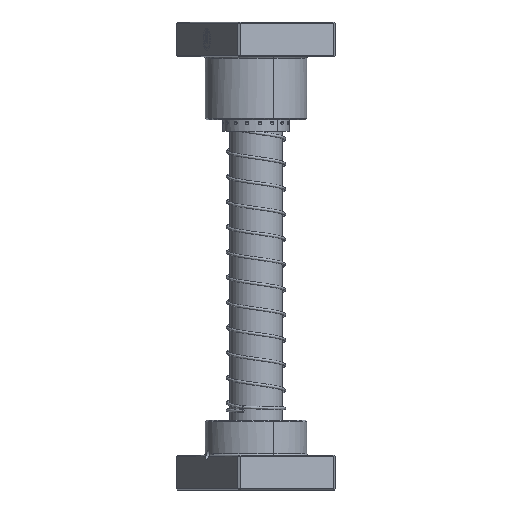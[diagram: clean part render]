
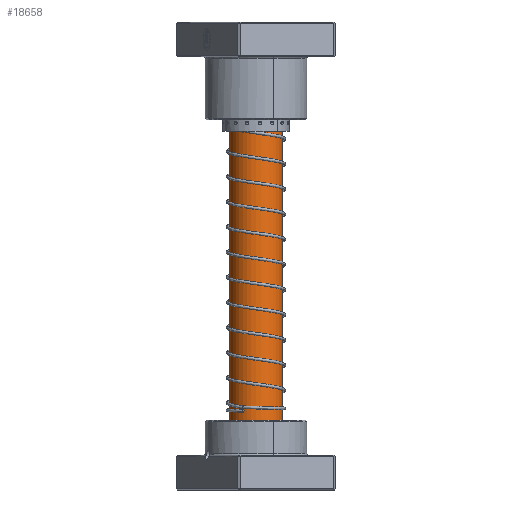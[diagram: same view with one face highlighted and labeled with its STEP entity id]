
A CAD part, front view. The second image highlights one B-rep face of the part: STEP entity #18658.
In plain terms, the highlighted cylindrical face has radius 19 mm (diameter 38 mm), a partial arc.
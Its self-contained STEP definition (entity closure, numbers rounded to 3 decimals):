
#550 = ORIENTED_EDGE ( 'NONE', *, *, #20188, .T. ) ;
#624 = CARTESIAN_POINT ( 'NONE',  ( -19., 0., 29. ) ) ;
#4138 = CARTESIAN_POINT ( 'NONE',  ( -19., 0., 300. ) ) ;
#5477 = VERTEX_POINT ( 'NONE', #11155 ) ;
#5837 = EDGE_CURVE ( 'NONE', #5477, #34499, #29424, .T. ) ;
#7361 = ORIENTED_EDGE ( 'NONE', *, *, #18628, .T. ) ;
#9945 = ORIENTED_EDGE ( 'NONE', *, *, #5837, .F. ) ;
#10497 = VECTOR ( 'NONE', #26794, 1000. ) ;
#11155 = CARTESIAN_POINT ( 'NONE',  ( 19., 0., 297. ) ) ;
#11687 = LINE ( 'NONE', #4138, #10497 ) ;
#11884 = CIRCLE ( 'NONE', #30033, 19. ) ;
#13408 = CARTESIAN_POINT ( 'NONE',  ( 19., 0., 300. ) ) ;
#17215 = DIRECTION ( 'NONE',  ( 0., 0., -1. ) ) ;
#17657 = CARTESIAN_POINT ( 'NONE',  ( 0., 0., 29. ) ) ;
#17947 = ORIENTED_EDGE ( 'NONE', *, *, #25433, .F. ) ;
#18628 = EDGE_CURVE ( 'NONE', #5477, #42440, #11884, .T. ) ;
#18658 = ADVANCED_FACE ( 'NONE', ( #39663 ), #29606, .T. ) ;
#20188 = EDGE_CURVE ( 'NONE', #42440, #31217, #11687, .T. ) ;
#21451 = DIRECTION ( 'NONE',  ( -1., 0., 0. ) ) ;
#22477 = DIRECTION ( 'NONE',  ( 0., 0., -1. ) ) ;
#22534 = CARTESIAN_POINT ( 'NONE',  ( -19., 0., 297. ) ) ;
#22645 = DIRECTION ( 'NONE',  ( 0., 0., -1. ) ) ;
#25291 = CARTESIAN_POINT ( 'NONE',  ( 19., 0., 29. ) ) ;
#25433 = EDGE_CURVE ( 'NONE', #34499, #31217, #43385, .T. ) ;
#26794 = DIRECTION ( 'NONE',  ( 0., 0., -1. ) ) ;
#29424 = LINE ( 'NONE', #13408, #48306 ) ;
#29606 = CYLINDRICAL_SURFACE ( 'NONE', #42697, 19. ) ;
#30033 = AXIS2_PLACEMENT_3D ( 'NONE', #45094, #22477, #48891 ) ;
#31217 = VERTEX_POINT ( 'NONE', #624 ) ;
#34499 = VERTEX_POINT ( 'NONE', #25291 ) ;
#39663 = FACE_OUTER_BOUND ( 'NONE', #42723, .T. ) ;
#41315 = CARTESIAN_POINT ( 'NONE',  ( 0., 0., 300. ) ) ;
#42440 = VERTEX_POINT ( 'NONE', #22534 ) ;
#42697 = AXIS2_PLACEMENT_3D ( 'NONE', #41315, #22645, #45259 ) ;
#42723 = EDGE_LOOP ( 'NONE', ( #9945, #7361, #550, #17947 ) ) ;
#43385 = CIRCLE ( 'NONE', #45585, 19. ) ;
#44057 = DIRECTION ( 'NONE',  ( 0., 0., -1. ) ) ;
#45094 = CARTESIAN_POINT ( 'NONE',  ( 0., 0., 297. ) ) ;
#45259 = DIRECTION ( 'NONE',  ( -1., 0., 0. ) ) ;
#45585 = AXIS2_PLACEMENT_3D ( 'NONE', #17657, #44057, #21451 ) ;
#48306 = VECTOR ( 'NONE', #17215, 1000. ) ;
#48891 = DIRECTION ( 'NONE',  ( 1., 0., 0. ) ) ;
